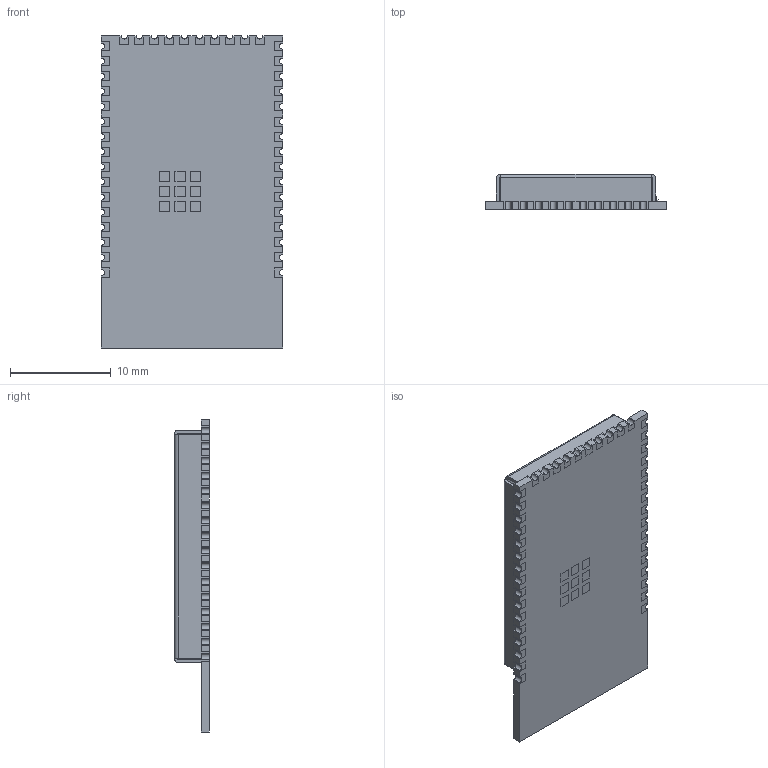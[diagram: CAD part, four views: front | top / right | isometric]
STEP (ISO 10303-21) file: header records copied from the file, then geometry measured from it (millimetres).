
FILE_DESCRIPTION (( 'STEP AP214' ), '1' );
FILE_NAME ('ESP32-S2-WROOM.STEP', '2021-11-06T19:45:36', ( '' ), ( '' ), 'SwSTEP 2.0', 'SolidWorks 2020', '' );
FILE_SCHEMA (( 'AUTOMOTIVE_DESIGN' ));
Length unit declared in the file: millimetre
Products named in the file (1): ESP32-S2-WROOM
Bounding box: 18 x 3.45 x 31 mm (x, y, z)
Volume: 597.1 mm3; surface area: 2545.2 mm2
Topology: 59 solids, 59 shells, 939 faces, 2421 edges, 1612 vertices
Faces by surface type: plane 864, cylinder 73, torus 2
Entity records: 28657 total; most frequent: CARTESIAN_POINT 4973, ORIENTED_EDGE 4842, DIRECTION 4451, EDGE_CURVE 2421, LINE 2271, VECTOR 2271, VERTEX_POINT 1612, AXIS2_PLACEMENT_3D 1090
